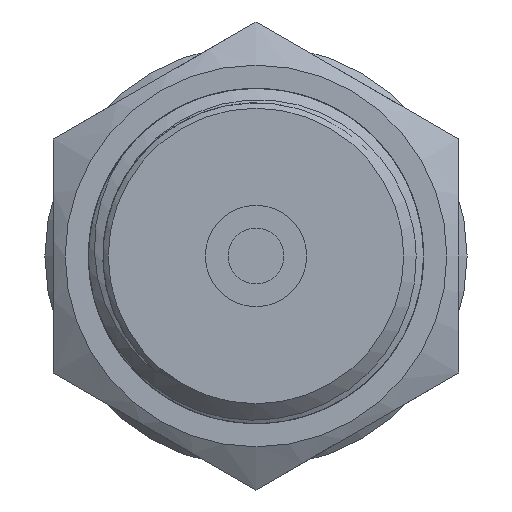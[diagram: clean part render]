
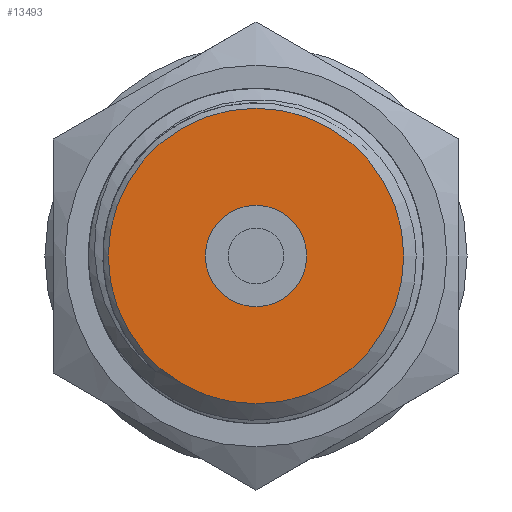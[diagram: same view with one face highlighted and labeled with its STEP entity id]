
A CAD part, left-side view. The second image highlights one B-rep face of the part: STEP entity #13493.
In plain terms, the highlighted planar face has unit normal (-1, 0, 0).
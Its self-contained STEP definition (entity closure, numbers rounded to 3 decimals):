
#184=PLANE('',#14139);
#433=FACE_BOUND('',#1870,.T.);
#1076=FACE_OUTER_BOUND('',#1869,.T.);
#1869=EDGE_LOOP('',(#10541));
#1870=EDGE_LOOP('',(#10542));
#2406=CIRCLE('',#14138,3.);
#2407=CIRCLE('',#14140,8.75);
#5960=VERTEX_POINT('',#26175);
#5961=VERTEX_POINT('',#26179);
#7621=EDGE_CURVE('',#5960,#5960,#2406,.T.);
#7623=EDGE_CURVE('',#5961,#5961,#2407,.T.);
#10541=ORIENTED_EDGE('',*,*,#7623,.F.);
#10542=ORIENTED_EDGE('',*,*,#7621,.T.);
#13493=ADVANCED_FACE('',(#1076,#433),#184,.T.);
#14138=AXIS2_PLACEMENT_3D('',#26176,#15269,#15270);
#14139=AXIS2_PLACEMENT_3D('',#26178,#15272,#15273);
#14140=AXIS2_PLACEMENT_3D('',#26180,#15274,#15275);
#15269=DIRECTION('center_axis',(1.,0.,0.));
#15270=DIRECTION('ref_axis',(0.,0.,-1.));
#15272=DIRECTION('center_axis',(-1.,0.,0.));
#15273=DIRECTION('ref_axis',(0.,0.,1.));
#15274=DIRECTION('center_axis',(1.,0.,0.));
#15275=DIRECTION('ref_axis',(0.,0.,-1.));
#26175=CARTESIAN_POINT('',(3.,-3.,0.));
#26176=CARTESIAN_POINT('Origin',(3.,0.,0.));
#26178=CARTESIAN_POINT('Origin',(3.,8.75,0.));
#26179=CARTESIAN_POINT('',(3.,-8.75,0.));
#26180=CARTESIAN_POINT('Origin',(3.,0.,0.));
